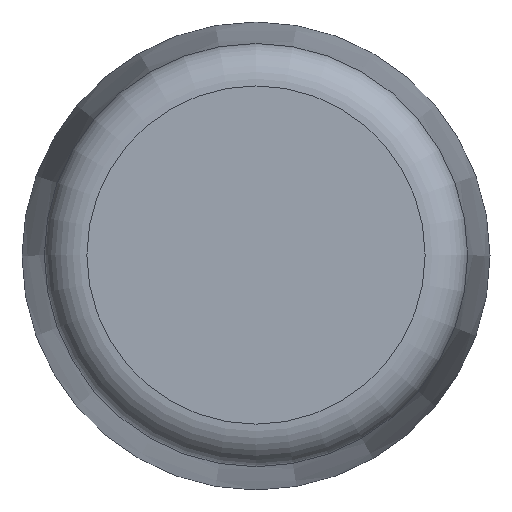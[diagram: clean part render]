
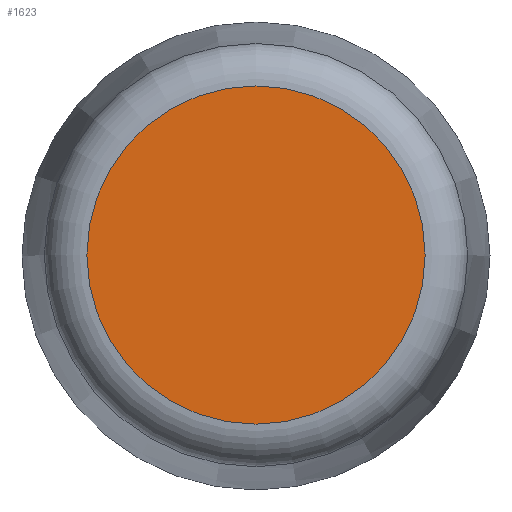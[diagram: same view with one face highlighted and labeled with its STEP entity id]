
A CAD part, top view. The second image highlights one B-rep face of the part: STEP entity #1623.
In plain terms, the highlighted planar face has unit normal (0, 0, 1).
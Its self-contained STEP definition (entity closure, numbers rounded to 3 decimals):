
#1580=CARTESIAN_POINT('',(19.876,0.,65.0));
#1581=VERTEX_POINT('',#1580);
#1582=CARTESIAN_POINT('',(0.0,0.0,65.0));
#1583=DIRECTION('',(0.0,0.0,-1.0));
#1584=DIRECTION('',(-1.0,0.0,0.0));
#1585=AXIS2_PLACEMENT_3D('',#1582,#1583,#1584);
#1586=CIRCLE('',#1585,19.876);
#1587=EDGE_CURVE('',#1581,#1581,#1586,.T.);
#1615=CARTESIAN_POINT('',(0.0,0.0,65.0));
#1616=DIRECTION('',(0.0,0.0,-1.0));
#1617=DIRECTION('',(-1.0,0.0,0.0));
#1618=AXIS2_PLACEMENT_3D('',#1615,#1616,#1617);
#1619=PLANE('',#1618);
#1620=ORIENTED_EDGE('',*,*,#1587,.F.);
#1621=EDGE_LOOP('',(#1620));
#1622=FACE_OUTER_BOUND('',#1621,.T.);
#1623=ADVANCED_FACE('',(#1622),#1619,.F.);
